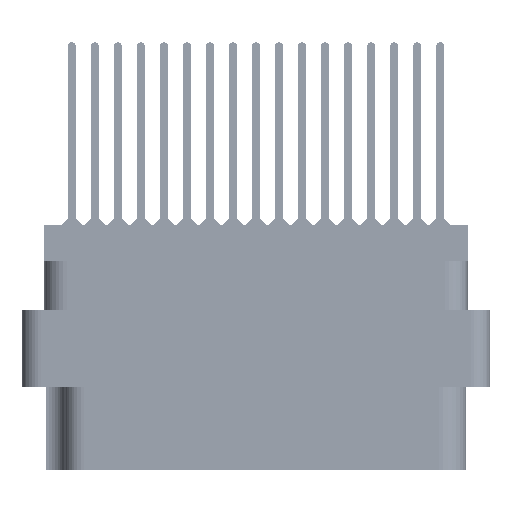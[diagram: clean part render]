
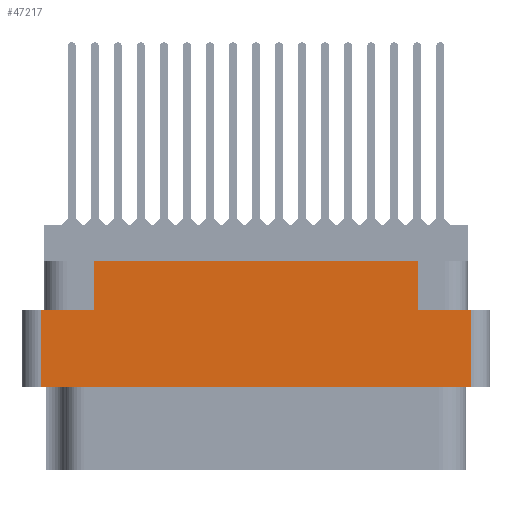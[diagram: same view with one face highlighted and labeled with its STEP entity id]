
A CAD part, left-side view. The second image highlights one B-rep face of the part: STEP entity #47217.
In plain terms, the highlighted planar face has unit normal (-1, 0, 0).
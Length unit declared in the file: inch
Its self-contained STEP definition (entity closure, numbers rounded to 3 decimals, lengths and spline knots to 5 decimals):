
#711 = CARTESIAN_POINT ( 'NONE',  ( -1.375, 0., -0.529 ) ) ;
#2773 = DIRECTION ( 'NONE',  ( 0., 0., 1. ) ) ;
#7705 = EDGE_CURVE ( 'NONE', #89429, #79901, #22538, .T. ) ;
#9012 = EDGE_CURVE ( 'NONE', #80827, #64472, #70824, .T. ) ;
#9435 = CARTESIAN_POINT ( 'NONE',  ( -1.375, -0.7005, -0.277 ) ) ;
#9823 = PLANE ( 'NONE',  #72350 ) ;
#10392 = VERTEX_POINT ( 'NONE', #21523 ) ;
#13686 = EDGE_CURVE ( 'NONE', #79901, #10392, #86345, .T. ) ;
#13759 = CARTESIAN_POINT ( 'NONE',  ( -1.375, -0.5285, -0.277 ) ) ;
#16340 = LINE ( 'NONE', #53792, #86371 ) ;
#17392 = CARTESIAN_POINT ( 'NONE',  ( -1.375, 0.5285, -0.277 ) ) ;
#21276 = DIRECTION ( 'NONE',  ( 0., -1., 0. ) ) ;
#21523 = CARTESIAN_POINT ( 'NONE',  ( -1.375, 0.5285, -0.117 ) ) ;
#22538 = LINE ( 'NONE', #84266, #44468 ) ;
#29321 = ORIENTED_EDGE ( 'NONE', *, *, #68899, .T. ) ;
#30255 = LINE ( 'NONE', #73250, #83862 ) ;
#30325 = CARTESIAN_POINT ( 'NONE',  ( -1.375, -0.7625, -0.798 ) ) ;
#30505 = ORIENTED_EDGE ( 'NONE', *, *, #9012, .F. ) ;
#30678 = VERTEX_POINT ( 'NONE', #13759 ) ;
#32468 = DIRECTION ( 'NONE',  ( 0., 0., 1. ) ) ;
#32964 = DIRECTION ( 'NONE',  ( 0., 0., 1. ) ) ;
#34002 = VECTOR ( 'NONE', #32468, 39.37008 ) ;
#37043 = DIRECTION ( 'NONE',  ( 0., 1., 0. ) ) ;
#40021 = CARTESIAN_POINT ( 'NONE',  ( -1.375, 0., -0.277 ) ) ;
#40417 = VECTOR ( 'NONE', #2773, 39.37008 ) ;
#40442 = CARTESIAN_POINT ( 'NONE',  ( -1.375, -0.7005, -0.798 ) ) ;
#44073 = CARTESIAN_POINT ( 'NONE',  ( -1.375, -0.7005, -0.529 ) ) ;
#44170 = CARTESIAN_POINT ( 'NONE',  ( -1.375, 0.7005, -0.798 ) ) ;
#44468 = VECTOR ( 'NONE', #21276, 39.37008 ) ;
#45463 = EDGE_CURVE ( 'NONE', #89429, #64472, #89026, .T. ) ;
#46277 = CARTESIAN_POINT ( 'NONE',  ( -1.375, 0.7005, -0.277 ) ) ;
#47026 = ORIENTED_EDGE ( 'NONE', *, *, #7705, .F. ) ;
#47217 = ADVANCED_FACE ( 'NONE', ( #82062 ), #9823, .T. ) ;
#47998 = EDGE_CURVE ( 'NONE', #30678, #70608, #57785, .T. ) ;
#50660 = ORIENTED_EDGE ( 'NONE', *, *, #45463, .T. ) ;
#51142 = DIRECTION ( 'NONE',  ( -1., 0., 0. ) ) ;
#51166 = DIRECTION ( 'NONE',  ( 0., 0., -1. ) ) ;
#52170 = ORIENTED_EDGE ( 'NONE', *, *, #75428, .F. ) ;
#52488 = DIRECTION ( 'NONE',  ( 0., -1., 0. ) ) ;
#52916 = ORIENTED_EDGE ( 'NONE', *, *, #47998, .F. ) ;
#53246 = ORIENTED_EDGE ( 'NONE', *, *, #13686, .F. ) ;
#53792 = CARTESIAN_POINT ( 'NONE',  ( -1.375, -0.5285, -0.277 ) ) ;
#57785 = LINE ( 'NONE', #40021, #87249 ) ;
#59036 = DIRECTION ( 'NONE',  ( 0., 0., 1. ) ) ;
#60019 = CARTESIAN_POINT ( 'NONE',  ( -1.375, 0.7005, -0.529 ) ) ;
#63506 = CARTESIAN_POINT ( 'NONE',  ( -1.375, -0.5285, -0.117 ) ) ;
#64472 = VERTEX_POINT ( 'NONE', #60019 ) ;
#68233 = EDGE_CURVE ( 'NONE', #80827, #70608, #71203, .T. ) ;
#68899 = EDGE_CURVE ( 'NONE', #30678, #83797, #16340, .T. ) ;
#70608 = VERTEX_POINT ( 'NONE', #9435 ) ;
#70824 = LINE ( 'NONE', #711, #77364 ) ;
#71203 = LINE ( 'NONE', #40442, #34002 ) ;
#72350 = AXIS2_PLACEMENT_3D ( 'NONE', #30325, #51142, #59036 ) ;
#73250 = CARTESIAN_POINT ( 'NONE',  ( -1.375, 0.7625, -0.117 ) ) ;
#75428 = EDGE_CURVE ( 'NONE', #10392, #83797, #30255, .T. ) ;
#75447 = DIRECTION ( 'NONE',  ( 0., -1., 0. ) ) ;
#77364 = VECTOR ( 'NONE', #37043, 39.37008 ) ;
#79901 = VERTEX_POINT ( 'NONE', #82984 ) ;
#80827 = VERTEX_POINT ( 'NONE', #44073 ) ;
#81131 = EDGE_LOOP ( 'NONE', ( #47026, #50660, #30505, #84740, #52916, #29321, #52170, #53246 ) ) ;
#82062 = FACE_OUTER_BOUND ( 'NONE', #81131, .T. ) ;
#82984 = CARTESIAN_POINT ( 'NONE',  ( -1.375, 0.5285, -0.277 ) ) ;
#83504 = VECTOR ( 'NONE', #51166, 39.37008 ) ;
#83797 = VERTEX_POINT ( 'NONE', #63506 ) ;
#83862 = VECTOR ( 'NONE', #52488, 39.37008 ) ;
#84266 = CARTESIAN_POINT ( 'NONE',  ( -1.375, 0., -0.277 ) ) ;
#84740 = ORIENTED_EDGE ( 'NONE', *, *, #68233, .T. ) ;
#86345 = LINE ( 'NONE', #17392, #40417 ) ;
#86371 = VECTOR ( 'NONE', #32964, 39.37008 ) ;
#87249 = VECTOR ( 'NONE', #75447, 39.37008 ) ;
#89026 = LINE ( 'NONE', #44170, #83504 ) ;
#89429 = VERTEX_POINT ( 'NONE', #46277 ) ;
